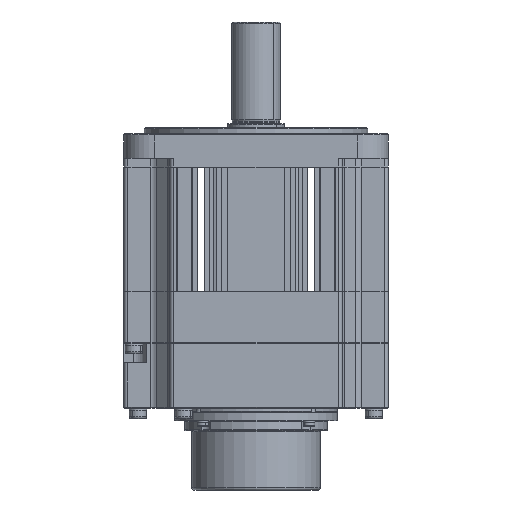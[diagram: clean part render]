
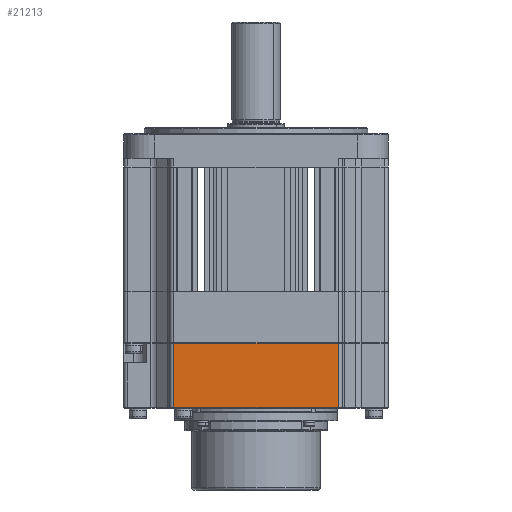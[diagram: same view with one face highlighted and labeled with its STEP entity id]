
A CAD part, front view. The second image highlights one B-rep face of the part: STEP entity #21213.
In plain terms, the highlighted planar face has unit normal (0, -1, 0).
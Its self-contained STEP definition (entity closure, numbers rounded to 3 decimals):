
#567 = VERTEX_POINT ( 'NONE', #24812 ) ;
#1067 = VECTOR ( 'NONE', #15052, 1000. ) ;
#3155 = AXIS2_PLACEMENT_3D ( 'NONE', #31167, #10577, #34621 ) ;
#3973 = CARTESIAN_POINT ( 'NONE',  ( -43.258, -67.465, 38.1 ) ) ;
#9181 = LINE ( 'NONE', #42428, #1067 ) ;
#10577 = DIRECTION ( 'NONE',  ( 0., 1., 0. ) ) ;
#11340 = EDGE_LOOP ( 'NONE', ( #40742, #15285, #29322, #34937 ) ) ;
#14566 = LINE ( 'NONE', #3973, #21525 ) ;
#14637 = VERTEX_POINT ( 'NONE', #41894 ) ;
#15052 = DIRECTION ( 'NONE',  ( 1., 0., 0. ) ) ;
#15285 = ORIENTED_EDGE ( 'NONE', *, *, #36354, .T. ) ;
#18617 = EDGE_CURVE ( 'NONE', #22331, #14637, #43637, .T. ) ;
#19267 = CARTESIAN_POINT ( 'NONE',  ( 39.742, -67.465, 38.1 ) ) ;
#21213 = ADVANCED_FACE ( 'NONE', ( #28875 ), #37942, .F. ) ;
#21525 = VECTOR ( 'NONE', #38425, 1000. ) ;
#22331 = VERTEX_POINT ( 'NONE', #41153 ) ;
#22435 = EDGE_CURVE ( 'NONE', #567, #14637, #14566, .T. ) ;
#24558 = CARTESIAN_POINT ( 'NONE',  ( -41.258, -67.465, 6.6 ) ) ;
#24812 = CARTESIAN_POINT ( 'NONE',  ( -41.258, -67.465, 38.1 ) ) ;
#25326 = VECTOR ( 'NONE', #39744, 1000. ) ;
#28875 = FACE_OUTER_BOUND ( 'NONE', #11340, .T. ) ;
#29322 = ORIENTED_EDGE ( 'NONE', *, *, #18617, .T. ) ;
#30438 = VECTOR ( 'NONE', #30894, 1000. ) ;
#30894 = DIRECTION ( 'NONE',  ( 0., 0., -1. ) ) ;
#31167 = CARTESIAN_POINT ( 'NONE',  ( -43.258, -67.465, 38.1 ) ) ;
#32212 = EDGE_CURVE ( 'NONE', #567, #33992, #40649, .T. ) ;
#33992 = VERTEX_POINT ( 'NONE', #24558 ) ;
#34621 = DIRECTION ( 'NONE',  ( -1., 0., 0. ) ) ;
#34937 = ORIENTED_EDGE ( 'NONE', *, *, #22435, .F. ) ;
#36354 = EDGE_CURVE ( 'NONE', #33992, #22331, #9181, .T. ) ;
#37942 = PLANE ( 'NONE',  #3155 ) ;
#38425 = DIRECTION ( 'NONE',  ( 1., 0., 0. ) ) ;
#39744 = DIRECTION ( 'NONE',  ( 0., 0., 1. ) ) ;
#40649 = LINE ( 'NONE', #44564, #30438 ) ;
#40742 = ORIENTED_EDGE ( 'NONE', *, *, #32212, .T. ) ;
#41153 = CARTESIAN_POINT ( 'NONE',  ( 39.742, -67.465, 6.6 ) ) ;
#41894 = CARTESIAN_POINT ( 'NONE',  ( 39.742, -67.465, 38.1 ) ) ;
#42428 = CARTESIAN_POINT ( 'NONE',  ( 39.742, -67.465, 6.6 ) ) ;
#43637 = LINE ( 'NONE', #19267, #25326 ) ;
#44564 = CARTESIAN_POINT ( 'NONE',  ( -41.258, -67.465, 38.1 ) ) ;
